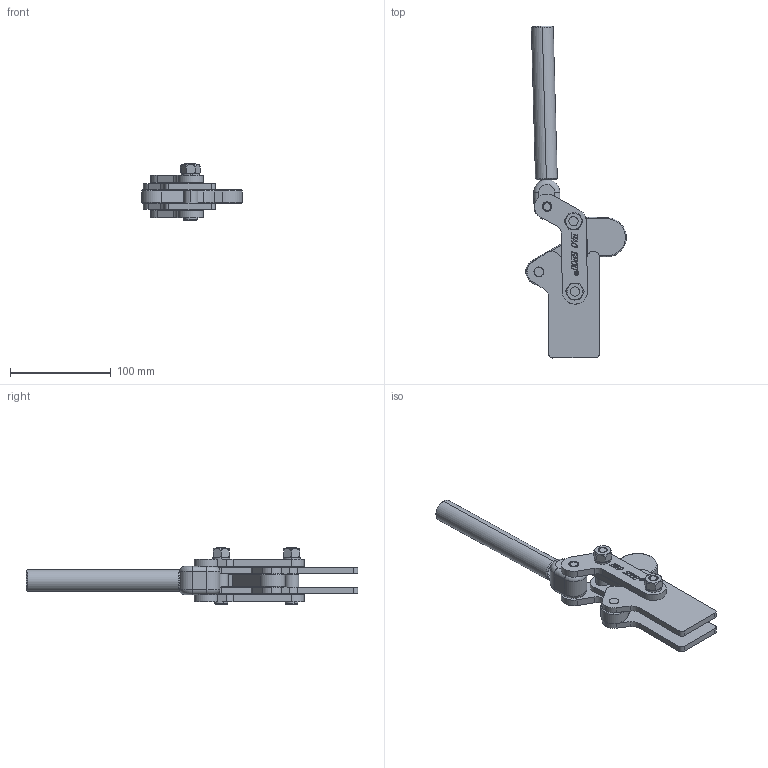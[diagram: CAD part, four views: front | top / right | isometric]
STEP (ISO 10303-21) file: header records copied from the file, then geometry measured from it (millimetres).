
FILE_DESCRIPTION (( 'STEP AP203' ), '1' );
FILE_NAME ('HS-701-D .STEP', '2019-09-04T06:59:42', ( '微软用户' ), ( '微软中国' ), 'SwSTEP 2.0', 'SolidWorks 2012', '' );
FILE_SCHEMA (( 'CONFIG_CONTROL_DESIGN' ));
Length unit declared in the file: millimetre
Products named in the file (14): HS-701-D ; 脂润套; prevailing torque all-metal 1 gb_GB_HEXAGON_LOCK_TYPE1 M10-N; curved single coil spring lock washers gb_GB_FASTENER_WASHER_CSLW 10; T倛种; 怢論杶; 菜え; 种1; 忒梟; 揤參; 忒參; 蟀裝; 菁釱
Assembly tree (24 placements, depth 2):
  HS-701-D 
    菁釱  x2
    蟀裝  x2
    忒參
    忒梟
    揤參
    忒梟
    种1  x2
    菜え  x4
    怢論杶  x2
    T倛种  x2
    curved single coil spring lock washers gb_GB_FASTENER_WASHER_CSLW 10  x2
    prevailing torque all-metal 1 gb_GB_HEXAGON_LOCK_TYPE1 M10-N  x2
    脂润套  x2
Bounding box: 100.09 x 330.1 x 56 mm (x, y, z)
Volume: 216942.7 mm3; surface area: 100549.9 mm2
Topology: 25 solids, 25 shells, 702 faces, 1730 edges, 1120 vertices
Faces by surface type: plane 316, cylinder 183, bspline 115, cone 66, torus 22
Entity records: 24450 total; most frequent: CARTESIAN_POINT 9634, ORIENTED_EDGE 2838, DIRECTION 2406, EDGE_CURVE 1419, VERTEX_POINT 923, LINE 872, VECTOR 872, AXIS2_PLACEMENT_3D 767
